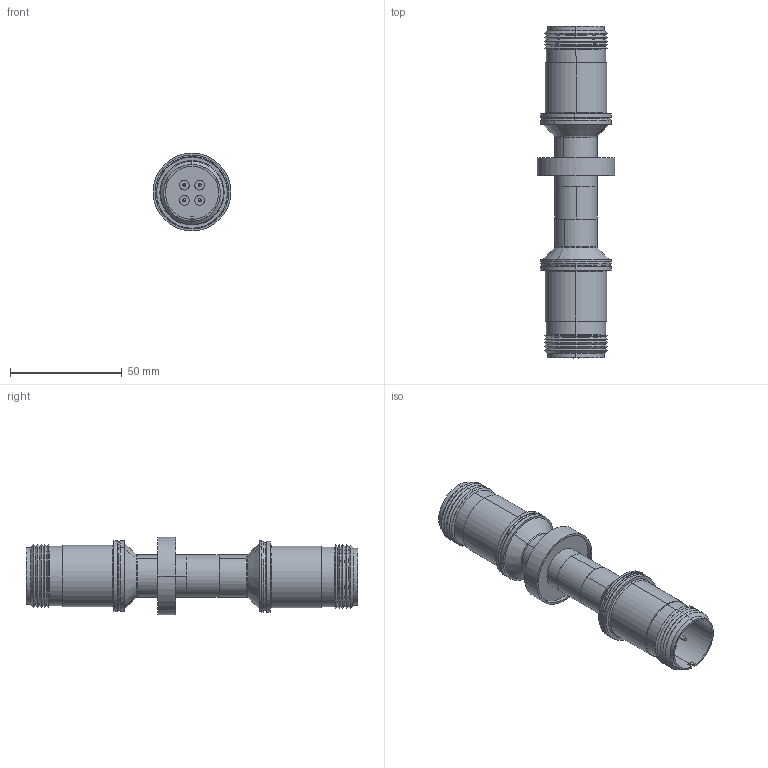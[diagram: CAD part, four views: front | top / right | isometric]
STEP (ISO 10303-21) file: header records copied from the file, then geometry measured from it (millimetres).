
FILE_DESCRIPTION (( 'STEP AP203' ), '1' );
FILE_NAME ('A1086-1-W.STEP', '2013-03-18T12:52:07', ( '' ), ( '' ), 'SwSTEP 2.0', 'SolidWorks 2012', '' );
FILE_SCHEMA (( 'CONFIG_CONTROL_DESIGN' ));
Length unit declared in the file: inch
Products named in the file (1): A1086-1-W
Bounding box: 34.85 x 148.72 x 34.85 mm (x, y, z)
Volume: 24832.7 mm3; surface area: 37444 mm2
Topology: 1 solids, 2 shells, 357 faces, 760 edges, 472 vertices
Faces by surface type: cylinder 176, plane 95, cone 50, torus 36
Entity records: 9889 total; most frequent: DIRECTION 1938, CARTESIAN_POINT 1638, ORIENTED_EDGE 1520, AXIS2_PLACEMENT_3D 836, EDGE_CURVE 760, CIRCLE 478, VERTEX_POINT 472, EDGE_LOOP 458
